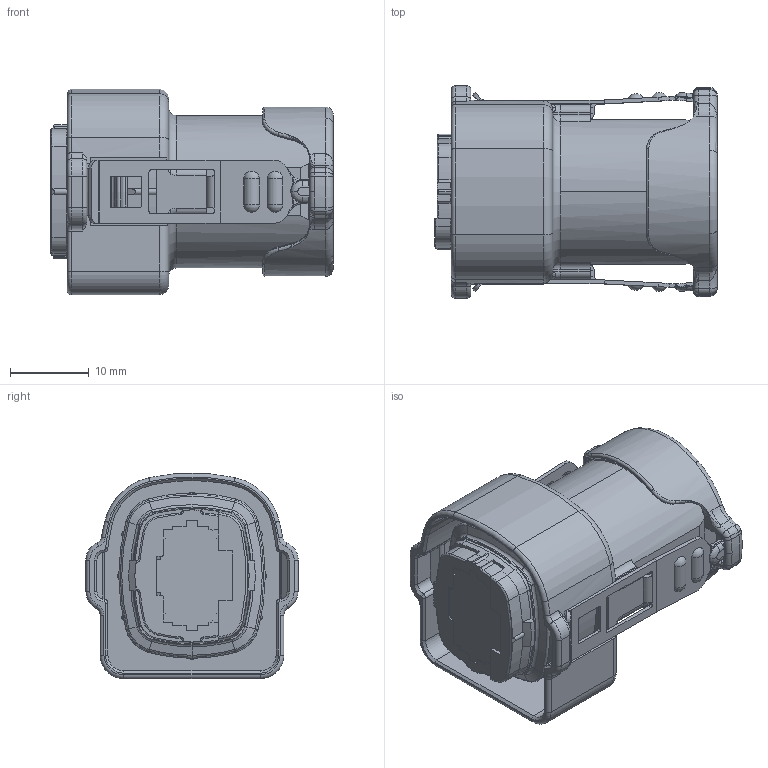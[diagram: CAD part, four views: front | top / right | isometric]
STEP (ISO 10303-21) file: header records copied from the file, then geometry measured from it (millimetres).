
FILE_DESCRIPTION (( 'STEP AP203' ), '1' );
FILE_NAME ('Customer-BB(090)A149.STEP', '2020-05-25T23:16:31', ( '' ), ( '' ), 'SwSTEP 2.0', 'SolidWorks 2018', '' );
FILE_SCHEMA (( 'CONFIG_CONTROL_DESIGN' ));
Length unit declared in the file: millimetre
Products named in the file (1): Customer-BB(090)A149
Bounding box: 35.95 x 27 x 26.13 mm (x, y, z)
Volume: 11782.4 mm3; surface area: 6871.2 mm2
Topology: 1 solids, 1 shells, 1027 faces, 2546 edges, 1516 vertices
Faces by surface type: cylinder 327, plane 252, torus 237, cone 105, bspline 78, sphere 28
Entity records: 33377 total; most frequent: CARTESIAN_POINT 9118, DIRECTION 5302, ORIENTED_EDGE 5068, EDGE_CURVE 2534, AXIS2_PLACEMENT_3D 2160, VERTEX_POINT 1516, CIRCLE 1210, EDGE_LOOP 1050
